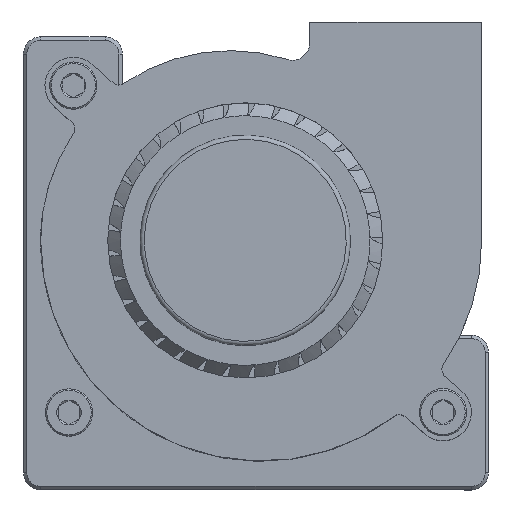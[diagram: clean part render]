
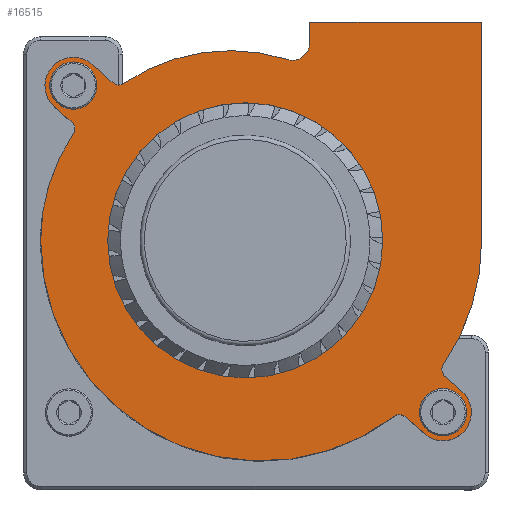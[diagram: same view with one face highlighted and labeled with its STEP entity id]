
A CAD part, top view. The second image highlights one B-rep face of the part: STEP entity #16515.
In plain terms, the highlighted face is planar.
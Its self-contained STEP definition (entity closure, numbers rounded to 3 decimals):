
#963=FACE_BOUND('',#2781,.T.);
#964=FACE_BOUND('',#2782,.T.);
#965=FACE_BOUND('',#2783,.T.);
#1082=PLANE('',#17963);
#1807=FACE_OUTER_BOUND('',#2780,.T.);
#2780=EDGE_LOOP('',(#11631,#11632,#11633,#11634,#11635,#11636,#11637,#11638,
#11639,#11640,#11641,#11642,#11643,#11644,#11645,#11646,#11647,#11648));
#2781=EDGE_LOOP('',(#11649));
#2782=EDGE_LOOP('',(#11650));
#2783=EDGE_LOOP('',(#11651));
#3710=LINE('',#24756,#4622);
#3715=LINE('',#24777,#4627);
#3717=LINE('',#24781,#4629);
#3721=LINE('',#24796,#4633);
#3730=LINE('',#24812,#4642);
#3733=LINE('',#24818,#4645);
#3738=LINE('',#24835,#4650);
#4622=VECTOR('',#20319,1000.);
#4627=VECTOR('',#20344,1000.);
#4629=VECTOR('',#20348,1000.);
#4633=VECTOR('',#20366,1000.);
#4642=VECTOR('',#20377,1000.);
#4645=VECTOR('',#20382,1000.);
#4650=VECTOR('',#20401,1000.);
#5718=CIRCLE('',#17903,2.25);
#5720=CIRCLE('',#17906,2.25);
#5722=CIRCLE('',#17909,22.068);
#5724=CIRCLE('',#17912,3.3);
#5726=CIRCLE('',#17915,1.);
#5728=CIRCLE('',#17918,16.);
#5735=CIRCLE('',#17931,3.3);
#5737=CIRCLE('',#17935,25.65);
#5739=CIRCLE('',#17938,22.068);
#5741=CIRCLE('',#17941,1.);
#5743=CIRCLE('',#17946,1.);
#5745=CIRCLE('',#17949,2.);
#5747=CIRCLE('',#17955,25.65);
#5749=CIRCLE('',#17958,1.);
#6391=VERTEX_POINT('',#24671);
#6393=VERTEX_POINT('',#24677);
#6396=VERTEX_POINT('',#24684);
#6397=VERTEX_POINT('',#24686);
#6400=VERTEX_POINT('',#24693);
#6401=VERTEX_POINT('',#24695);
#6404=VERTEX_POINT('',#24702);
#6405=VERTEX_POINT('',#24704);
#6407=VERTEX_POINT('',#24710);
#6420=VERTEX_POINT('',#24747);
#6421=VERTEX_POINT('',#24748);
#6424=VERTEX_POINT('',#24759);
#6426=VERTEX_POINT('',#24765);
#6428=VERTEX_POINT('',#24771);
#6430=VERTEX_POINT('',#24780);
#6432=VERTEX_POINT('',#24789);
#6434=VERTEX_POINT('',#24795);
#6440=VERTEX_POINT('',#24811);
#6442=VERTEX_POINT('',#24817);
#6444=VERTEX_POINT('',#24823);
#6446=VERTEX_POINT('',#24829);
#8310=EDGE_CURVE('',#6391,#6391,#5718,.T.);
#8313=EDGE_CURVE('',#6393,#6393,#5720,.T.);
#8316=EDGE_CURVE('',#6397,#6396,#5722,.T.);
#8320=EDGE_CURVE('',#6401,#6400,#5724,.T.);
#8324=EDGE_CURVE('',#6405,#6404,#5726,.T.);
#8328=EDGE_CURVE('',#6407,#6407,#5728,.T.);
#8345=EDGE_CURVE('',#6420,#6421,#5735,.T.);
#8349=EDGE_CURVE('',#6404,#6420,#3710,.T.);
#8351=EDGE_CURVE('',#6424,#6405,#5737,.T.);
#8354=EDGE_CURVE('',#6426,#6424,#5739,.T.);
#8357=EDGE_CURVE('',#6428,#6426,#5741,.T.);
#8360=EDGE_CURVE('',#6400,#6428,#3715,.T.);
#8362=EDGE_CURVE('',#6430,#6401,#3717,.T.);
#8365=EDGE_CURVE('',#6396,#6430,#5743,.T.);
#8367=EDGE_CURVE('',#6432,#6397,#5745,.T.);
#8370=EDGE_CURVE('',#6434,#6432,#3721,.T.);
#8379=EDGE_CURVE('',#6440,#6434,#3730,.T.);
#8382=EDGE_CURVE('',#6442,#6440,#3733,.T.);
#8385=EDGE_CURVE('',#6444,#6442,#5747,.T.);
#8388=EDGE_CURVE('',#6446,#6444,#5749,.T.);
#8391=EDGE_CURVE('',#6421,#6446,#3738,.T.);
#11631=ORIENTED_EDGE('',*,*,#8345,.T.);
#11632=ORIENTED_EDGE('',*,*,#8391,.T.);
#11633=ORIENTED_EDGE('',*,*,#8388,.T.);
#11634=ORIENTED_EDGE('',*,*,#8385,.T.);
#11635=ORIENTED_EDGE('',*,*,#8382,.T.);
#11636=ORIENTED_EDGE('',*,*,#8379,.T.);
#11637=ORIENTED_EDGE('',*,*,#8370,.T.);
#11638=ORIENTED_EDGE('',*,*,#8367,.T.);
#11639=ORIENTED_EDGE('',*,*,#8316,.T.);
#11640=ORIENTED_EDGE('',*,*,#8365,.T.);
#11641=ORIENTED_EDGE('',*,*,#8362,.T.);
#11642=ORIENTED_EDGE('',*,*,#8320,.T.);
#11643=ORIENTED_EDGE('',*,*,#8360,.T.);
#11644=ORIENTED_EDGE('',*,*,#8357,.T.);
#11645=ORIENTED_EDGE('',*,*,#8354,.T.);
#11646=ORIENTED_EDGE('',*,*,#8351,.T.);
#11647=ORIENTED_EDGE('',*,*,#8324,.T.);
#11648=ORIENTED_EDGE('',*,*,#8349,.T.);
#11649=ORIENTED_EDGE('',*,*,#8328,.F.);
#11650=ORIENTED_EDGE('',*,*,#8310,.F.);
#11651=ORIENTED_EDGE('',*,*,#8313,.F.);
#16515=ADVANCED_FACE('',(#1807,#963,#964,#965),#1082,.F.);
#17903=AXIS2_PLACEMENT_3D('',#24673,#20237,#20238);
#17906=AXIS2_PLACEMENT_3D('',#24679,#20244,#20245);
#17909=AXIS2_PLACEMENT_3D('',#24687,#20251,#20252);
#17912=AXIS2_PLACEMENT_3D('',#24696,#20259,#20260);
#17915=AXIS2_PLACEMENT_3D('',#24705,#20267,#20268);
#17918=AXIS2_PLACEMENT_3D('',#24712,#20275,#20276);
#17931=AXIS2_PLACEMENT_3D('',#24749,#20311,#20312);
#17935=AXIS2_PLACEMENT_3D('',#24760,#20323,#20324);
#17938=AXIS2_PLACEMENT_3D('',#24766,#20330,#20331);
#17941=AXIS2_PLACEMENT_3D('',#24772,#20337,#20338);
#17946=AXIS2_PLACEMENT_3D('',#24786,#20353,#20354);
#17949=AXIS2_PLACEMENT_3D('',#24790,#20359,#20360);
#17955=AXIS2_PLACEMENT_3D('',#24824,#20387,#20388);
#17958=AXIS2_PLACEMENT_3D('',#24830,#20394,#20395);
#17963=AXIS2_PLACEMENT_3D('',#24841,#20409,#20410);
#20237=DIRECTION('center_axis',(0.,1.,0.));
#20238=DIRECTION('ref_axis',(0.,0.,1.));
#20244=DIRECTION('center_axis',(0.,1.,0.));
#20245=DIRECTION('ref_axis',(0.,0.,1.));
#20251=DIRECTION('center_axis',(0.,1.,0.));
#20252=DIRECTION('ref_axis',(0.,0.,-1.));
#20259=DIRECTION('center_axis',(0.,1.,0.));
#20260=DIRECTION('ref_axis',(0.,0.,-1.));
#20267=DIRECTION('center_axis',(0.,-1.,0.));
#20268=DIRECTION('ref_axis',(0.,0.,1.));
#20275=DIRECTION('center_axis',(0.,1.,0.));
#20276=DIRECTION('ref_axis',(0.,0.,1.));
#20311=DIRECTION('center_axis',(0.,1.,0.));
#20312=DIRECTION('ref_axis',(0.,0.,-1.));
#20319=DIRECTION('',(-0.749,0.,-0.662));
#20323=DIRECTION('center_axis',(0.,1.,0.));
#20324=DIRECTION('ref_axis',(0.,0.,1.));
#20330=DIRECTION('center_axis',(0.,1.,0.));
#20331=DIRECTION('ref_axis',(0.,0.,-1.));
#20337=DIRECTION('center_axis',(0.,-1.,0.));
#20338=DIRECTION('ref_axis',(0.,0.,-1.));
#20344=DIRECTION('',(-0.749,0.,-0.662));
#20348=DIRECTION('',(0.749,0.,0.662));
#20353=DIRECTION('center_axis',(0.,-1.,0.));
#20354=DIRECTION('ref_axis',(0.,0.,1.));
#20359=DIRECTION('center_axis',(0.,-1.,0.));
#20360=DIRECTION('ref_axis',(0.,0.,1.));
#20366=DIRECTION('',(0.,0.,-1.));
#20377=DIRECTION('',(1.,0.,0.));
#20382=DIRECTION('',(0.,0.,1.));
#20387=DIRECTION('center_axis',(0.,1.,0.));
#20388=DIRECTION('ref_axis',(0.,0.,1.));
#20394=DIRECTION('center_axis',(0.,-1.,0.));
#20395=DIRECTION('ref_axis',(0.,0.,-1.));
#20401=DIRECTION('',(0.749,0.,0.662));
#20409=DIRECTION('center_axis',(0.,-1.,0.));
#20410=DIRECTION('ref_axis',(0.,0.,-1.));
#24671=CARTESIAN_POINT('',(20.,0.,15.75));
#24673=CARTESIAN_POINT('Origin',(20.,0.,18.));
#24677=CARTESIAN_POINT('',(-23.,0.,-22.25));
#24679=CARTESIAN_POINT('Origin',(-23.,0.,-20.));
#24684=CARTESIAN_POINT('',(14.152,0.,18.241));
#24686=CARTESIAN_POINT('',(-4.899,0.,21.048));
#24687=CARTESIAN_POINT('Origin',(1.732,0.,0.));
#24693=CARTESIAN_POINT('',(22.185,0.,15.527));
#24695=CARTESIAN_POINT('',(17.815,0.,20.473));
#24696=CARTESIAN_POINT('Origin',(20.,0.,18.));
#24702=CARTESIAN_POINT('',(-18.599,0.,-20.515));
#24704=CARTESIAN_POINT('',(-17.333,0.,-20.467));
#24705=CARTESIAN_POINT('Origin',(-17.937,0.,-21.264));
#24710=CARTESIAN_POINT('',(0.,0.,-16.));
#24712=CARTESIAN_POINT('Origin',(0.,0.,0.));
#24747=CARTESIAN_POINT('',(-20.815,0.,-22.473));
#24748=CARTESIAN_POINT('',(-25.185,0.,-17.527));
#24749=CARTESIAN_POINT('Origin',(-23.,0.,-20.));
#24756=CARTESIAN_POINT('',(-20.815,0.,-22.473));
#24759=CARTESIAN_POINT('',(23.8,0.,0.));
#24760=CARTESIAN_POINT('Origin',(-1.85,0.,-0.017));
#24765=CARTESIAN_POINT('',(19.979,0.,12.411));
#24766=CARTESIAN_POINT('Origin',(1.732,0.,0.));
#24771=CARTESIAN_POINT('',(20.144,0.,13.723));
#24772=CARTESIAN_POINT('Origin',(20.806,0.,12.974));
#24777=CARTESIAN_POINT('',(22.185,0.,15.527));
#24780=CARTESIAN_POINT('',(15.377,0.,18.318));
#24781=CARTESIAN_POINT('',(17.815,0.,20.473));
#24786=CARTESIAN_POINT('Origin',(14.715,0.,19.068));
#24789=CARTESIAN_POINT('',(-7.5,0.,22.956));
#24790=CARTESIAN_POINT('Origin',(-5.5,0.,22.956));
#24795=CARTESIAN_POINT('',(-7.5,0.,25.4));
#24796=CARTESIAN_POINT('',(-7.5,0.,25.4));
#24811=CARTESIAN_POINT('',(-27.5,0.,25.4));
#24812=CARTESIAN_POINT('',(-27.5,0.,25.4));
#24817=CARTESIAN_POINT('',(-27.5,0.,0.));
#24818=CARTESIAN_POINT('',(-27.5,0.,25.4));
#24823=CARTESIAN_POINT('',(-23.043,0.,-14.466));
#24824=CARTESIAN_POINT('Origin',(-1.85,0.,-0.017));
#24829=CARTESIAN_POINT('',(-23.207,0.,-15.779));
#24830=CARTESIAN_POINT('Origin',(-23.869,0.,-15.03));
#24835=CARTESIAN_POINT('',(-25.185,0.,-17.527));
#24841=CARTESIAN_POINT('Origin',(-23.,0.,-20.));
